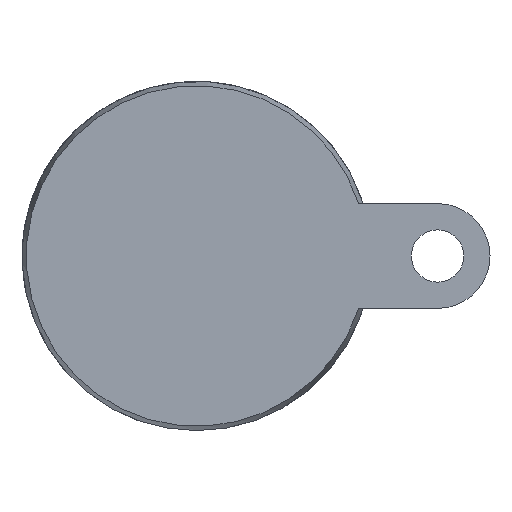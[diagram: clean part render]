
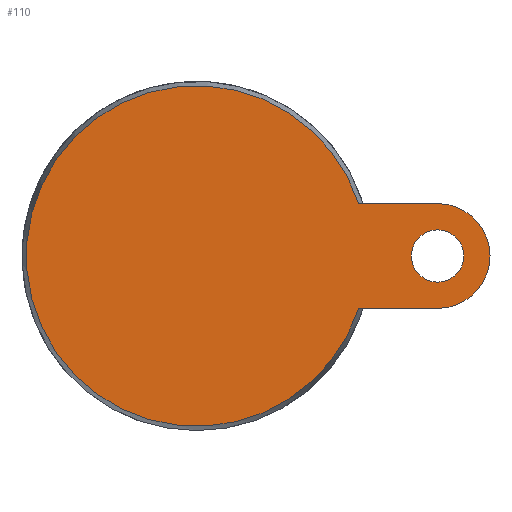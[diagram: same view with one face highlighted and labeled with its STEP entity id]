
A CAD part, front view. The second image highlights one B-rep face of the part: STEP entity #110.
In plain terms, the highlighted planar face has unit normal (0, -1, 0).
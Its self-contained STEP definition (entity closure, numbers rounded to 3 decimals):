
#110 = ADVANCED_FACE( '', ( #248, #249 ), #250, .F. );
#248 = FACE_BOUND( '', #421, .T. );
#249 = FACE_OUTER_BOUND( '', #422, .T. );
#250 = PLANE( '', #423 );
#421 = EDGE_LOOP( '', ( #704 ) );
#422 = EDGE_LOOP( '', ( #705, #706, #707, #708 ) );
#423 = AXIS2_PLACEMENT_3D( '', #709, #710, #711 );
#704 = ORIENTED_EDGE( '', *, *, #1031, .T. );
#705 = ORIENTED_EDGE( '', *, *, #1026, .F. );
#706 = ORIENTED_EDGE( '', *, *, #1004, .T. );
#707 = ORIENTED_EDGE( '', *, *, #1017, .F. );
#708 = ORIENTED_EDGE( '', *, *, #1032, .F. );
#709 = CARTESIAN_POINT( '', ( 48.75, 0., 0. ) );
#710 = DIRECTION( '', ( 0., 1., 0. ) );
#711 = DIRECTION( '', ( 0., 0., 1. ) );
#1004 = EDGE_CURVE( '', #1178, #1182, #1184, .T. );
#1017 = EDGE_CURVE( '', #1204, #1182, #1205, .T. );
#1026 = EDGE_CURVE( '', #1178, #1217, #1218, .T. );
#1031 = EDGE_CURVE( '', #1224, #1224, #1225, .T. );
#1032 = EDGE_CURVE( '', #1217, #1204, #1226, .T. );
#1178 = VERTEX_POINT( '', #1472 );
#1182 = VERTEX_POINT( '', #1479 );
#1184 = CIRCLE( '', #1484, 48.75 );
#1204 = VERTEX_POINT( '', #1512 );
#1205 = LINE( '', #1513, #1514 );
#1217 = VERTEX_POINT( '', #1532 );
#1218 = LINE( '', #1533, #1534 );
#1224 = VERTEX_POINT( '', #1541 );
#1225 = CIRCLE( '', #1542, 7.5 );
#1226 = CIRCLE( '', #1543, 15. );
#1472 = CARTESIAN_POINT( '', ( 46.385, 0., 15. ) );
#1479 = CARTESIAN_POINT( '', ( 46.385, 0., -15. ) );
#1484 = AXIS2_PLACEMENT_3D( '', #1779, #1780, #1781 );
#1512 = CARTESIAN_POINT( '', ( 69., 0., -15. ) );
#1513 = CARTESIAN_POINT( '', ( 69., 0., -15. ) );
#1514 = VECTOR( '', #1793, 1000. );
#1532 = CARTESIAN_POINT( '', ( 69., 0., 15. ) );
#1533 = CARTESIAN_POINT( '', ( 0., 0., 15. ) );
#1534 = VECTOR( '', #1800, 1000. );
#1541 = CARTESIAN_POINT( '', ( 76.5, 0., 0. ) );
#1542 = AXIS2_PLACEMENT_3D( '', #1805, #1806, #1807 );
#1543 = AXIS2_PLACEMENT_3D( '', #1808, #1809, #1810 );
#1779 = CARTESIAN_POINT( '', ( 0., 0., 0. ) );
#1780 = DIRECTION( '', ( 0., -1., 0. ) );
#1781 = DIRECTION( '', ( 0., 0., -1. ) );
#1793 = DIRECTION( '', ( -1., 0., 0. ) );
#1800 = DIRECTION( '', ( 1., 0., 0. ) );
#1805 = CARTESIAN_POINT( '', ( 69., 0., 0. ) );
#1806 = DIRECTION( '', ( 0., 1., 0. ) );
#1807 = DIRECTION( '', ( 1., 0., 0. ) );
#1808 = CARTESIAN_POINT( '', ( 69., 0., 0. ) );
#1809 = DIRECTION( '', ( 0., 1., 0. ) );
#1810 = DIRECTION( '', ( 1., 0., 0. ) );
